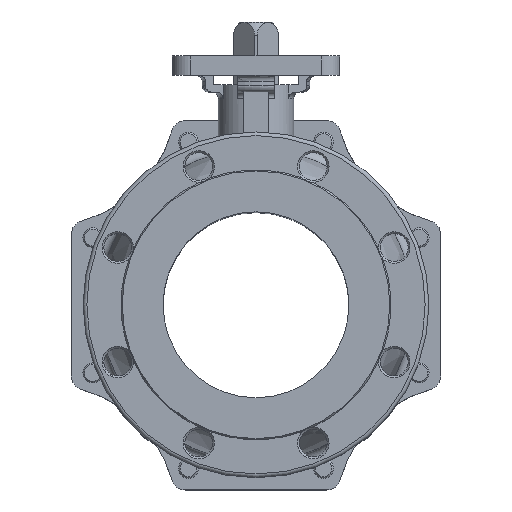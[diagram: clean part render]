
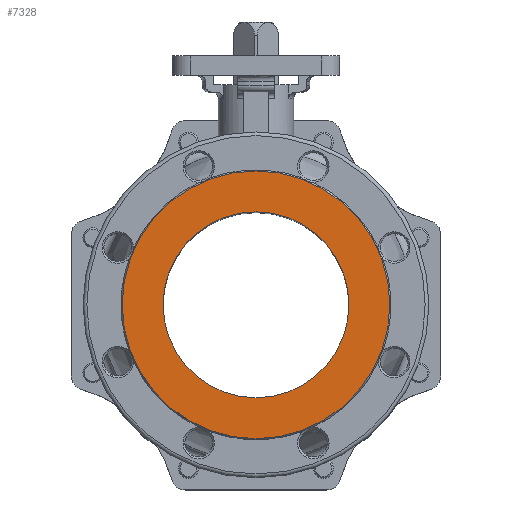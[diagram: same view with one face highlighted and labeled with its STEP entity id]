
A CAD part, top view. The second image highlights one B-rep face of the part: STEP entity #7328.
In plain terms, the highlighted planar face has unit normal (0, 0, 1).
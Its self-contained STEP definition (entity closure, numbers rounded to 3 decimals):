
#1117=PLANE('',#8048);
#1796=ORIENTED_EDGE('',*,*,#3783,.F.);
#1797=ORIENTED_EDGE('',*,*,#3784,.T.);
#3783=EDGE_CURVE('',#4805,#4805,#5484,.T.);
#3784=EDGE_CURVE('',#4806,#4806,#5485,.T.);
#4805=VERTEX_POINT('',#11964);
#4806=VERTEX_POINT('',#11966);
#5484=CIRCLE('',#8049,108.);
#5485=CIRCLE('',#8050,75.);
#5932=EDGE_LOOP('',(#1796));
#5933=EDGE_LOOP('',(#1797));
#6599=FACE_BOUND('',#5932,.T.);
#6600=FACE_BOUND('',#5933,.T.);
#7328=ADVANCED_FACE('',(#6599,#6600),#1117,.F.);
#8048=AXIS2_PLACEMENT_3D('',#11962,#9427,#9428);
#8049=AXIS2_PLACEMENT_3D('',#11963,#9429,#9430);
#8050=AXIS2_PLACEMENT_3D('',#11965,#9431,#9432);
#9427=DIRECTION('',(0.,0.,-1.));
#9428=DIRECTION('',(-1.,0.,0.));
#9429=DIRECTION('',(0.,0.,-1.));
#9430=DIRECTION('',(-1.,0.,0.));
#9431=DIRECTION('',(0.,0.,-1.));
#9432=DIRECTION('',(-1.,0.,0.));
#11962=CARTESIAN_POINT('',(0.,0.,197.));
#11963=CARTESIAN_POINT('',(0.,0.,197.));
#11964=CARTESIAN_POINT('',(-108.,0.,197.));
#11965=CARTESIAN_POINT('',(0.,0.,197.));
#11966=CARTESIAN_POINT('',(-75.,0.,197.));
